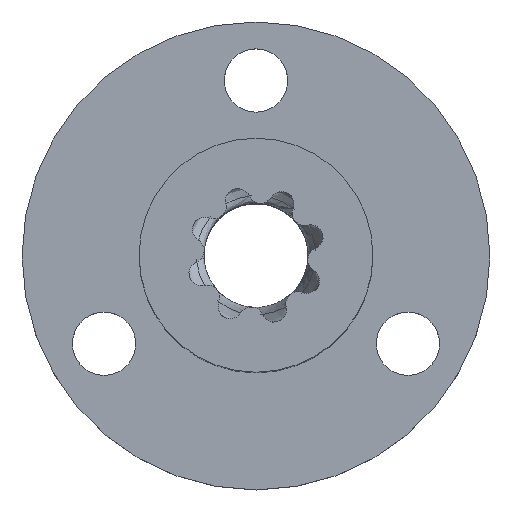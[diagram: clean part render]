
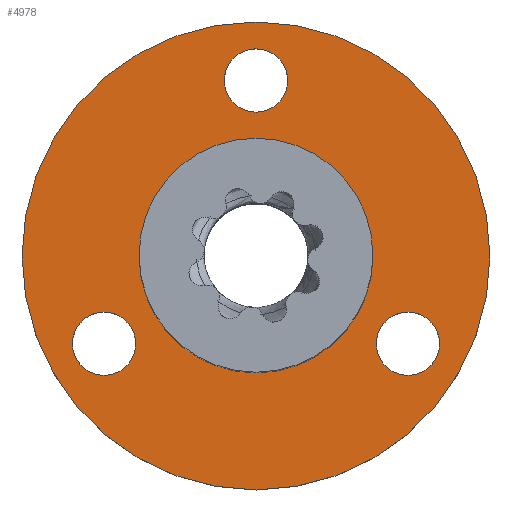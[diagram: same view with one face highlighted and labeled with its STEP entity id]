
A CAD part, top view. The second image highlights one B-rep face of the part: STEP entity #4978.
In plain terms, the highlighted planar face has unit normal (0, 0, 1).
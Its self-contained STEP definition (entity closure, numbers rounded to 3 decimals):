
#4788=CARTESIAN_POINT('',(13.662,-4.911,4.775));
#4789=VERTEX_POINT('',#4788);
#4790=CARTESIAN_POINT('',(12.373,-7.144,4.775));
#4791=DIRECTION('',(0.0,0.0,-1.0));
#4792=DIRECTION('',(-0.5,-0.866,0.0));
#4793=AXIS2_PLACEMENT_3D('',#4790,#4791,#4792);
#4794=CIRCLE('',#4793,2.578);
#4795=EDGE_CURVE('',#4789,#4789,#4794,.T.);
#4816=CARTESIAN_POINT('',(-11.084,-9.376,4.775));
#4817=VERTEX_POINT('',#4816);
#4818=CARTESIAN_POINT('',(-12.373,-7.144,4.775));
#4819=DIRECTION('',(0.0,0.0,-1.0));
#4820=DIRECTION('',(-0.5,0.866,0.0));
#4821=AXIS2_PLACEMENT_3D('',#4818,#4819,#4820);
#4822=CIRCLE('',#4821,2.578);
#4823=EDGE_CURVE('',#4817,#4817,#4822,.T.);
#4844=CARTESIAN_POINT('',(-2.578,14.288,4.775));
#4845=VERTEX_POINT('',#4844);
#4846=CARTESIAN_POINT('',(0.0,14.288,4.775));
#4847=DIRECTION('',(0.0,0.0,-1.0));
#4848=DIRECTION('',(1.0,0.0,0.0));
#4849=AXIS2_PLACEMENT_3D('',#4846,#4847,#4848);
#4850=CIRCLE('',#4849,2.578);
#4851=EDGE_CURVE('',#4845,#4845,#4850,.T.);
#4883=CARTESIAN_POINT('',(-9.525,0.,4.775));
#4884=VERTEX_POINT('',#4883);
#4885=CARTESIAN_POINT('',(0.0,0.0,4.775));
#4886=DIRECTION('',(0.0,0.0,-1.0));
#4887=DIRECTION('',(1.0,0.0,0.0));
#4888=AXIS2_PLACEMENT_3D('',#4885,#4886,#4887);
#4889=CIRCLE('',#4888,9.525);
#4890=EDGE_CURVE('',#4884,#4884,#4889,.T.);
#4935=CARTESIAN_POINT('',(19.05,0.,4.775));
#4936=VERTEX_POINT('',#4935);
#4937=CARTESIAN_POINT('',(0.0,0.0,4.775));
#4938=DIRECTION('',(0.0,0.0,1.0));
#4939=DIRECTION('',(-1.0,0.0,0.0));
#4940=AXIS2_PLACEMENT_3D('',#4937,#4938,#4939);
#4941=CIRCLE('',#4940,19.05);
#4942=EDGE_CURVE('',#4936,#4936,#4941,.T.);
#4958=CARTESIAN_POINT('',(0.,0.,4.775));
#4959=DIRECTION('',(0.0,0.0,1.0));
#4960=DIRECTION('',(1.0,0.0,0.0));
#4961=AXIS2_PLACEMENT_3D('',#4958,#4959,#4960);
#4962=PLANE('',#4961);
#4963=ORIENTED_EDGE('',*,*,#4942,.T.);
#4964=EDGE_LOOP('',(#4963));
#4965=FACE_OUTER_BOUND('',#4964,.T.);
#4966=ORIENTED_EDGE('',*,*,#4795,.T.);
#4967=EDGE_LOOP('',(#4966));
#4968=FACE_BOUND('',#4967,.T.);
#4969=ORIENTED_EDGE('',*,*,#4823,.T.);
#4970=EDGE_LOOP('',(#4969));
#4971=FACE_BOUND('',#4970,.T.);
#4972=ORIENTED_EDGE('',*,*,#4851,.T.);
#4973=EDGE_LOOP('',(#4972));
#4974=FACE_BOUND('',#4973,.T.);
#4975=ORIENTED_EDGE('',*,*,#4890,.T.);
#4976=EDGE_LOOP('',(#4975));
#4977=FACE_BOUND('',#4976,.T.);
#4978=ADVANCED_FACE('',(#4965,#4968,#4971,#4974,#4977),#4962,.T.);
